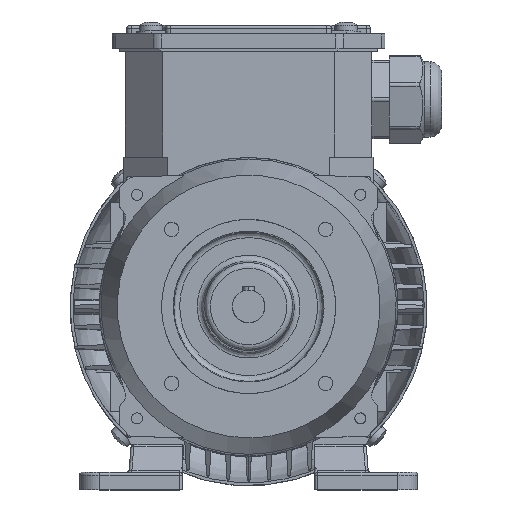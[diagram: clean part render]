
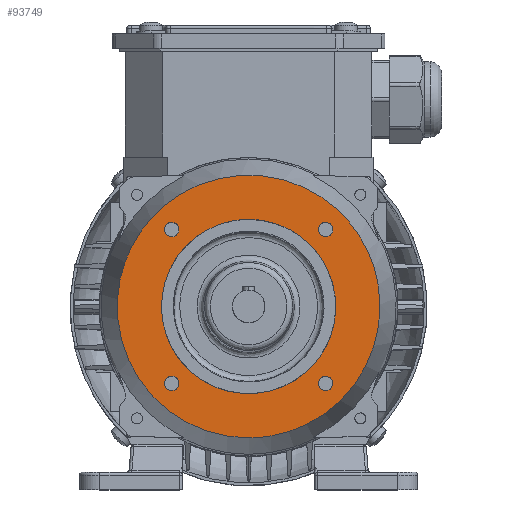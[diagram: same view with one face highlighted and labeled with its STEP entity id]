
A CAD part, top view. The second image highlights one B-rep face of the part: STEP entity #93749.
In plain terms, the highlighted free-form (B-spline) face has degree [1, 1] with [2, 2] control points.
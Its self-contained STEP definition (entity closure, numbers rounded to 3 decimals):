
#93367=CARTESIAN_POINT('V3414',(0.,30.,
   -22.69));
#93368=VERTEX_POINT('V3414',#93367);
#93374=CARTESIAN_POINT('E5351',(0.,30.,
   -22.69));
#93375=CARTESIAN_POINT('E5351',(-51.962,
   30.,-22.69));
#93376=CARTESIAN_POINT('E5351',(-25.981,-15.0,
   -22.69));
#93377=CARTESIAN_POINT('E5351',(0.,-60.0,
   -22.69));
#93378=CARTESIAN_POINT('E5351',(25.981,-15.0,
   -22.69));
#93379=CARTESIAN_POINT('E5351',(51.962,
   30.,-22.69));
#93380=CARTESIAN_POINT('E5351',(0.,30.,
   -22.69));
#93388=(BOUNDED_CURVE()B_SPLINE_CURVE(2,(#93374,#93375,#93376,
   #93377,#93378,#93379,#93380),.CIRCULAR_ARC.,.T.,.U.)
   B_SPLINE_CURVE_WITH_KNOTS((3,2,2,3),(0.0,41.569,
   83.138,124.708),.UNSPECIFIED.)CURVE()
   GEOMETRIC_REPRESENTATION_ITEM()RATIONAL_B_SPLINE_CURVE((1.0,
   0.5,1.0,0.5,1.0,0.5,1.0)
   )REPRESENTATION_ITEM('E5351'));
#93389=EDGE_CURVE('E5351',#93368,#93368,#93388,.T.);
#93445=CARTESIAN_POINT('V3415',(26.517,
   29.017,-22.69));
#93446=VERTEX_POINT('V3415',#93445);
#93454=CARTESIAN_POINT('E5352',(26.517,
   29.017,-22.69));
#93455=CARTESIAN_POINT('E5352',(30.847,
   29.017,-22.69));
#93456=CARTESIAN_POINT('E5352',(28.682,
   25.267,-22.69));
#93457=CARTESIAN_POINT('E5352',(26.517,
   21.517,-22.69));
#93458=CARTESIAN_POINT('E5352',(24.351,
   25.267,-22.69));
#93459=CARTESIAN_POINT('E5352',(22.186,
   29.017,-22.69));
#93460=CARTESIAN_POINT('E5352',(26.517,
   29.017,-22.69));
#93468=(BOUNDED_CURVE()B_SPLINE_CURVE(2,(#93454,#93455,#93456,
   #93457,#93458,#93459,#93460),.CIRCULAR_ARC.,.T.,.U.)
   B_SPLINE_CURVE_WITH_KNOTS((3,2,2,3),(0.0,0.333,
   0.667,1.0),.UNSPECIFIED.)CURVE()
   GEOMETRIC_REPRESENTATION_ITEM()RATIONAL_B_SPLINE_CURVE((1.0,
   0.5,1.0,0.5,1.0,0.5,1.0)
   )REPRESENTATION_ITEM('E5352'));
#93469=EDGE_CURVE('E5352',#93446,#93446,#93468,.T.);
#93523=CARTESIAN_POINT('V3416',(-26.517,
   29.017,-22.69));
#93524=VERTEX_POINT('V3416',#93523);
#93532=CARTESIAN_POINT('E5353',(-26.517,
   29.017,-22.69));
#93533=CARTESIAN_POINT('E5353',(-22.186,
   29.017,-22.69));
#93534=CARTESIAN_POINT('E5353',(-24.351,
   25.267,-22.69));
#93535=CARTESIAN_POINT('E5353',(-26.517,
   21.517,-22.69));
#93536=CARTESIAN_POINT('E5353',(-28.682,
   25.267,-22.69));
#93537=CARTESIAN_POINT('E5353',(-30.847,
   29.017,-22.69));
#93538=CARTESIAN_POINT('E5353',(-26.517,
   29.017,-22.69));
#93546=(BOUNDED_CURVE()B_SPLINE_CURVE(2,(#93532,#93533,#93534,
   #93535,#93536,#93537,#93538),.CIRCULAR_ARC.,.T.,.U.)
   B_SPLINE_CURVE_WITH_KNOTS((3,2,2,3),(0.0,0.333,
   0.667,1.0),.UNSPECIFIED.)CURVE()
   GEOMETRIC_REPRESENTATION_ITEM()RATIONAL_B_SPLINE_CURVE((1.0,
   0.5,1.0,0.5,1.0,0.5,1.0)
   )REPRESENTATION_ITEM('E5353'));
#93547=EDGE_CURVE('E5353',#93524,#93524,#93546,.T.);
#93601=CARTESIAN_POINT('V3417',(-26.517,
   -24.017,-22.69));
#93602=VERTEX_POINT('V3417',#93601);
#93610=CARTESIAN_POINT('E5354',(-26.517,
   -24.017,-22.69));
#93611=CARTESIAN_POINT('E5354',(-22.186,
   -24.017,-22.69));
#93612=CARTESIAN_POINT('E5354',(-24.351,
   -27.767,-22.69));
#93613=CARTESIAN_POINT('E5354',(-26.517,
   -31.517,-22.69));
#93614=CARTESIAN_POINT('E5354',(-28.682,
   -27.767,-22.69));
#93615=CARTESIAN_POINT('E5354',(-30.847,
   -24.017,-22.69));
#93616=CARTESIAN_POINT('E5354',(-26.517,
   -24.017,-22.69));
#93624=(BOUNDED_CURVE()B_SPLINE_CURVE(2,(#93610,#93611,#93612,
   #93613,#93614,#93615,#93616),.CIRCULAR_ARC.,.T.,.U.)
   B_SPLINE_CURVE_WITH_KNOTS((3,2,2,3),(0.0,0.333,
   0.667,1.0),.UNSPECIFIED.)CURVE()
   GEOMETRIC_REPRESENTATION_ITEM()RATIONAL_B_SPLINE_CURVE((1.0,
   0.5,1.0,0.5,1.0,0.5,1.0)
   )REPRESENTATION_ITEM('E5354'));
#93625=EDGE_CURVE('E5354',#93602,#93602,#93624,.T.);
#93679=CARTESIAN_POINT('V3418',(26.502,
   -24.031,-22.69));
#93680=VERTEX_POINT('V3418',#93679);
#93688=CARTESIAN_POINT('E5355',(26.502,
   -24.031,-22.69));
#93689=CARTESIAN_POINT('E5355',(30.832,
   -24.031,-22.69));
#93690=CARTESIAN_POINT('E5355',(28.667,
   -27.781,-22.69));
#93691=CARTESIAN_POINT('E5355',(26.502,
   -31.531,-22.69));
#93692=CARTESIAN_POINT('E5355',(24.337,
   -27.781,-22.69));
#93693=CARTESIAN_POINT('E5355',(22.172,
   -24.031,-22.69));
#93694=CARTESIAN_POINT('E5355',(26.502,
   -24.031,-22.69));
#93702=(BOUNDED_CURVE()B_SPLINE_CURVE(2,(#93688,#93689,#93690,
   #93691,#93692,#93693,#93694),.CIRCULAR_ARC.,.T.,.U.)
   B_SPLINE_CURVE_WITH_KNOTS((3,2,2,3),(0.0,0.333,
   0.667,1.0),.UNSPECIFIED.)CURVE()
   GEOMETRIC_REPRESENTATION_ITEM()RATIONAL_B_SPLINE_CURVE((1.0,
   0.5,1.0,0.5,1.0,0.5,1.0)
   )REPRESENTATION_ITEM('E5355'));
#93703=EDGE_CURVE('E5355',#93680,#93680,#93702,.T.);
#93708=CARTESIAN_POINT('F2019',(-72.432,
   -73.181,-22.69));
#93709=CARTESIAN_POINT('F2019',(-72.432,
   73.181,-22.69));
#93710=CARTESIAN_POINT('F2019',(72.432,
   -73.181,-22.69));
#93711=CARTESIAN_POINT('F2019',(72.432,
   73.181,-22.69));
#93712=QUASI_UNIFORM_SURFACE('F2019',1,1,((#93708,#93710),(#93709,
   #93711)),.PLANE_SURF.,.F.,.F.,.U.);
#93713=CARTESIAN_POINT('V3413',(0.0,-45.264,
   -22.69));
#93714=VERTEX_POINT('V3413',#93713);
#93715=CARTESIAN_POINT('E5350',(0.0,-45.264,
   -22.69));
#93716=CARTESIAN_POINT('E5350',(-78.399,
   -45.264,-22.69));
#93717=CARTESIAN_POINT('E5350',(-39.199,
   22.632,-22.69));
#93718=CARTESIAN_POINT('E5350',(0.,90.527,
   -22.69));
#93719=CARTESIAN_POINT('E5350',(39.199,
   22.632,-22.69));
#93720=CARTESIAN_POINT('E5350',(78.399,
   -45.264,-22.69));
#93721=CARTESIAN_POINT('E5350',(0.0,-45.264,
   -22.69));
#93729=(BOUNDED_CURVE()B_SPLINE_CURVE(2,(#93715,#93716,#93717,
   #93718,#93719,#93720,#93721),.CIRCULAR_ARC.,.T.,.U.)
   B_SPLINE_CURVE_WITH_KNOTS((3,2,2,3),(0.0,0.333,
   0.667,1.0),.UNSPECIFIED.)CURVE()
   GEOMETRIC_REPRESENTATION_ITEM()RATIONAL_B_SPLINE_CURVE((1.0,
   0.5,1.0,0.5,1.0,0.5,1.0)
   )REPRESENTATION_ITEM('E5350'));
#93730=EDGE_CURVE('E5350',#93714,#93714,#93729,.T.);
#93731=ORIENTED_EDGE('E5350',*,*,#93730,.F.);
#93732=EDGE_LOOP('F2019',(#93731));
#93733=FACE_OUTER_BOUND('F2019',#93732,.T.);
#93734=ORIENTED_EDGE('F2021',*,*,#93703,.T.);
#93735=EDGE_LOOP('F2019',(#93734));
#93736=FACE_BOUND('F2019',#93735,.T.);
#93737=ORIENTED_EDGE('F2022',*,*,#93625,.T.);
#93738=EDGE_LOOP('F2019',(#93737));
#93739=FACE_BOUND('F2019',#93738,.T.);
#93740=ORIENTED_EDGE('F2023',*,*,#93547,.T.);
#93741=EDGE_LOOP('F2019',(#93740));
#93742=FACE_BOUND('F2019',#93741,.T.);
#93743=ORIENTED_EDGE('F2024',*,*,#93469,.T.);
#93744=EDGE_LOOP('F2019',(#93743));
#93745=FACE_BOUND('F2019',#93744,.T.);
#93746=ORIENTED_EDGE('E5351',*,*,#93389,.F.);
#93747=EDGE_LOOP('F2019',(#93746));
#93748=FACE_BOUND('F2019',#93747,.T.);
#93749=ADVANCED_FACE('F2019',(#93733,#93736,#93739,#93742,#93745,
   #93748),#93712,.F.);
